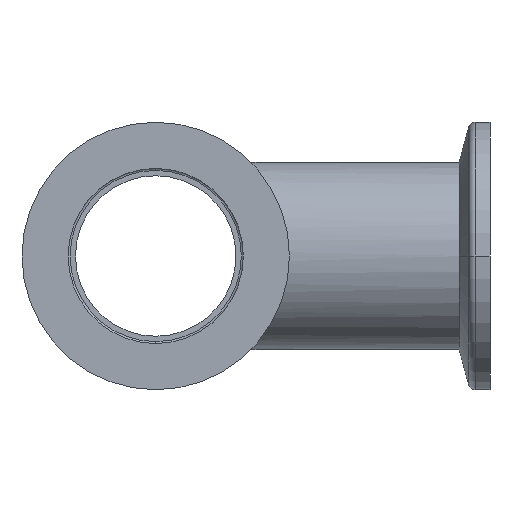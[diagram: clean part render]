
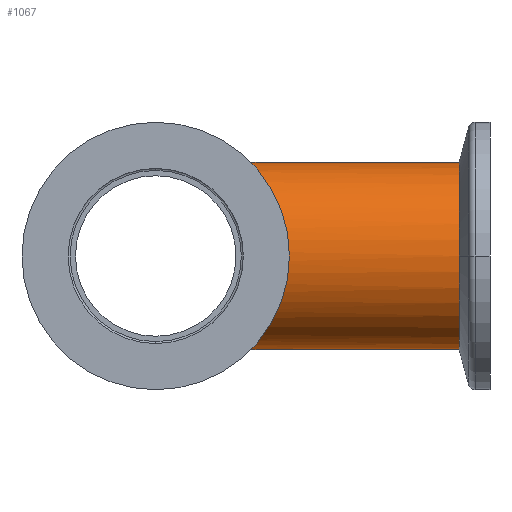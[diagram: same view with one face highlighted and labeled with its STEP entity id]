
A CAD part, left-side view. The second image highlights one B-rep face of the part: STEP entity #1067.
In plain terms, the highlighted cylindrical face has radius 14 mm (diameter 28 mm), a partial arc.
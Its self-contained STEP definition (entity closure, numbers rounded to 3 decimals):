
#37 = DIRECTION ( 'NONE',  ( 0., 1., 0. ) ) ;
#56 = CARTESIAN_POINT ( 'NONE',  ( 46.5, -55., 0. ) ) ;
#130 = VERTEX_POINT ( 'NONE', #2288 ) ;
#206 = CARTESIAN_POINT ( 'NONE',  ( 46.5, -46.5, 14. ) ) ;
#236 = ORIENTED_EDGE ( 'NONE', *, *, #1619, .T. ) ;
#249 = LINE ( 'NONE', #2791, #802 ) ;
#350 = CARTESIAN_POINT ( 'NONE',  ( 46.5, -55., 14. ) ) ;
#369 = CIRCLE ( 'NONE', #1274, 14. ) ;
#418 = DIRECTION ( 'NONE',  ( 0., 0., 1. ) ) ;
#436 = ORIENTED_EDGE ( 'NONE', *, *, #2933, .F. ) ;
#464 =( BOUNDED_CURVE ( )  B_SPLINE_CURVE ( 3, ( #554, #563, #527, #510 ),
 .UNSPECIFIED., .F., .T. ) 
 B_SPLINE_CURVE_WITH_KNOTS ( ( 4, 4 ),
 ( 1.571, 4.712 ),
 .UNSPECIFIED. ) 
 CURVE ( )  GEOMETRIC_REPRESENTATION_ITEM ( )  RATIONAL_B_SPLINE_CURVE ( ( 1., 0.333, 0.333, 1. ) ) 
 REPRESENTATION_ITEM ( '' )  );
#510 = CARTESIAN_POINT ( 'NONE',  ( 46.5, 0., -14. ) ) ;
#527 = CARTESIAN_POINT ( 'NONE',  ( 18.5, -28., -14. ) ) ;
#554 = CARTESIAN_POINT ( 'NONE',  ( 46.5, 0., 14. ) ) ;
#559 = CARTESIAN_POINT ( 'NONE',  ( 46.5, 0., 14. ) ) ;
#563 = CARTESIAN_POINT ( 'NONE',  ( 18.5, -28., 14. ) ) ;
#595 = DIRECTION ( 'NONE',  ( 0., 1., 0. ) ) ;
#802 = VECTOR ( 'NONE', #2984, 1000. ) ;
#820 = CYLINDRICAL_SURFACE ( 'NONE', #2895, 14. ) ;
#852 = LINE ( 'NONE', #350, #2669 ) ;
#888 = ORIENTED_EDGE ( 'NONE', *, *, #2756, .T. ) ;
#1067 = ADVANCED_FACE ( 'NONE', ( #1607 ), #820, .T. ) ;
#1193 = VERTEX_POINT ( 'NONE', #1985 ) ;
#1274 = AXIS2_PLACEMENT_3D ( 'NONE', #2751, #2788, #418 ) ;
#1584 = ORIENTED_EDGE ( 'NONE', *, *, #2651, .T. ) ;
#1607 = FACE_OUTER_BOUND ( 'NONE', #2396, .T. ) ;
#1619 = EDGE_CURVE ( 'NONE', #1850, #130, #464, .T. ) ;
#1850 = VERTEX_POINT ( 'NONE', #559 ) ;
#1985 = CARTESIAN_POINT ( 'NONE',  ( 46.5, -46.5, -14. ) ) ;
#1998 = DIRECTION ( 'NONE',  ( 0., 0., 1. ) ) ;
#2288 = CARTESIAN_POINT ( 'NONE',  ( 46.5, 0., -14. ) ) ;
#2335 = VERTEX_POINT ( 'NONE', #206 ) ;
#2396 = EDGE_LOOP ( 'NONE', ( #436, #888, #1584, #236 ) ) ;
#2651 = EDGE_CURVE ( 'NONE', #2335, #1850, #852, .T. ) ;
#2669 = VECTOR ( 'NONE', #595, 1000. ) ;
#2751 = CARTESIAN_POINT ( 'NONE',  ( 46.5, -46.5, 0. ) ) ;
#2756 = EDGE_CURVE ( 'NONE', #1193, #2335, #369, .T. ) ;
#2788 = DIRECTION ( 'NONE',  ( 0., 1., 0. ) ) ;
#2791 = CARTESIAN_POINT ( 'NONE',  ( 46.5, -55., -14. ) ) ;
#2895 = AXIS2_PLACEMENT_3D ( 'NONE', #56, #37, #1998 ) ;
#2933 = EDGE_CURVE ( 'NONE', #1193, #130, #249, .T. ) ;
#2984 = DIRECTION ( 'NONE',  ( 0., 1., 0. ) ) ;
